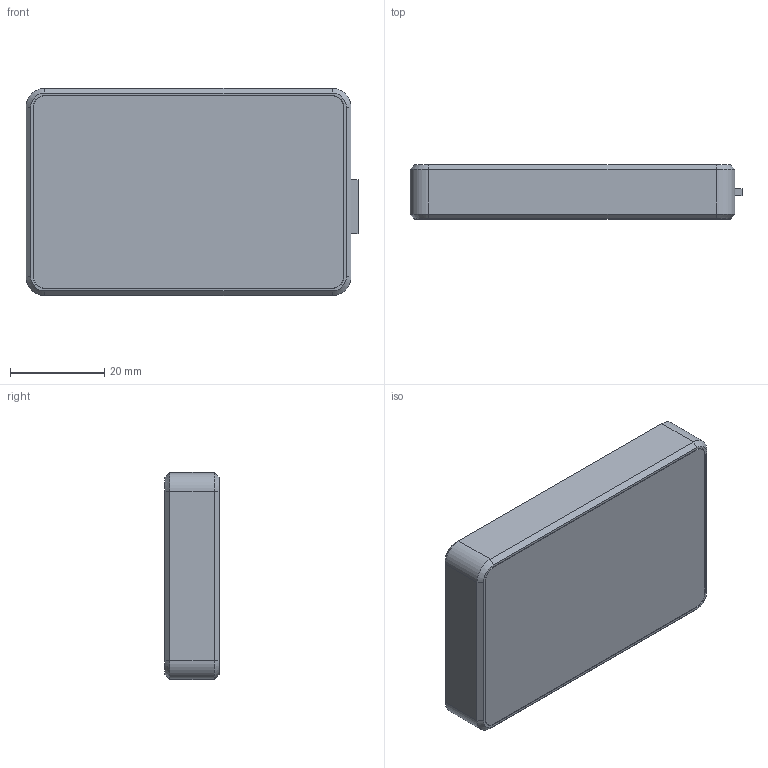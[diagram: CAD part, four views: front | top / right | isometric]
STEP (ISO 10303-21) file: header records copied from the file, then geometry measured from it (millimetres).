
FILE_DESCRIPTION (( 'STEP AP214' ), '1' );
FILE_NAME ('OrangePi Zero 2W Slim Case.STEP', '2024-06-16T18:39:21', ( '' ), ( '' ), 'SwSTEP 2.0', 'SolidWorks 2020', '' );
FILE_SCHEMA (( 'AUTOMOTIVE_DESIGN' ));
Length unit declared in the file: millimetre
Products named in the file (1): OrangePi Zero 2W Slim Case
Bounding box: 70.5 x 11.5 x 44 mm (x, y, z)
Volume: 18013.8 mm3; surface area: 23029.1 mm2
Topology: 3 solids, 3 shells, 436 faces, 1139 edges, 740 vertices
Faces by surface type: plane 216, cylinder 184, cone 20, torus 12, bspline 4
Entity records: 18627 total; most frequent: CARTESIAN_POINT 2544, DIRECTION 2385, ORIENTED_EDGE 2278, EDGE_CURVE 1139, AXIS2_PLACEMENT_3D 837, VERTEX_POINT 740, VECTOR 711, LINE 711
